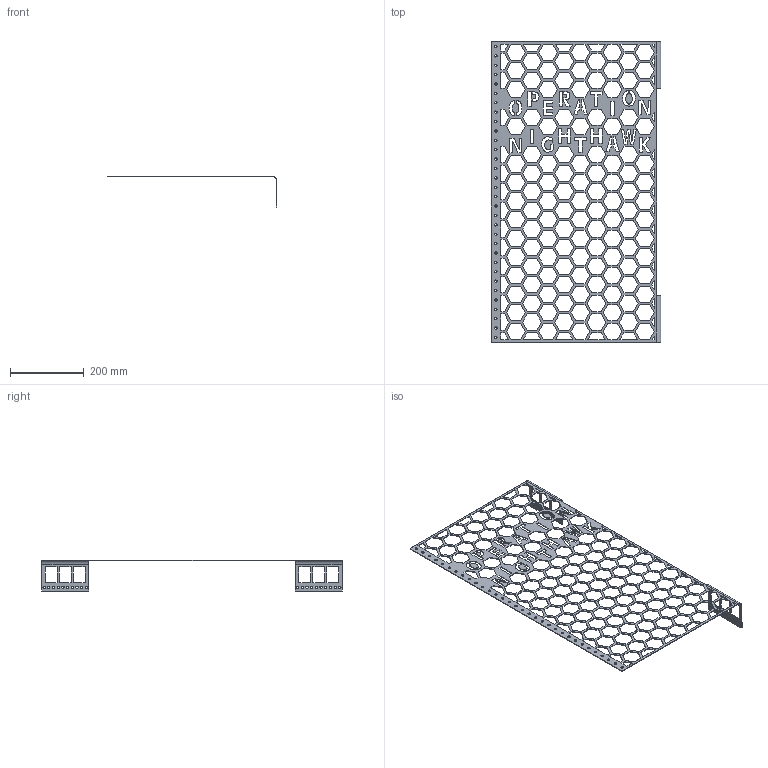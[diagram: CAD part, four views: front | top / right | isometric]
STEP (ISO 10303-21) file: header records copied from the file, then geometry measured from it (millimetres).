
FILE_DESCRIPTION (( 'STEP AP203' ), '1' );
FILE_NAME ('P-3 Electronics Cover.STEP', '2015-02-27T04:33:25', ( '' ), ( '' ), 'SwSTEP 2.0', 'SolidWorks 2014', '' );
FILE_SCHEMA (( 'CONFIG_CONTROL_DESIGN' ));
Length unit declared in the file: inch
Products named in the file (1): P-3 Electronics Cover
Bounding box: 458.88 x 812.8 x 86.36 mm (x, y, z)
Volume: 227779.7 mm3; surface area: 334994.9 mm2
Topology: 1 solids, 1 shells, 1223 faces, 3647 edges, 2426 vertices
Faces by surface type: plane 1095, cylinder 114, bspline 14
Entity records: 43492 total; most frequent: CARTESIAN_POINT 9439, ORIENTED_EDGE 7294, DIRECTION 6267, EDGE_CURVE 3647, VECTOR 3391, LINE 3391, VERTEX_POINT 2426, EDGE_LOOP 1707
